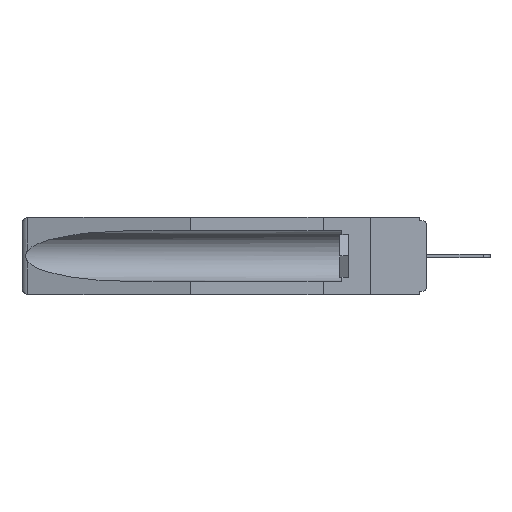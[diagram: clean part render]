
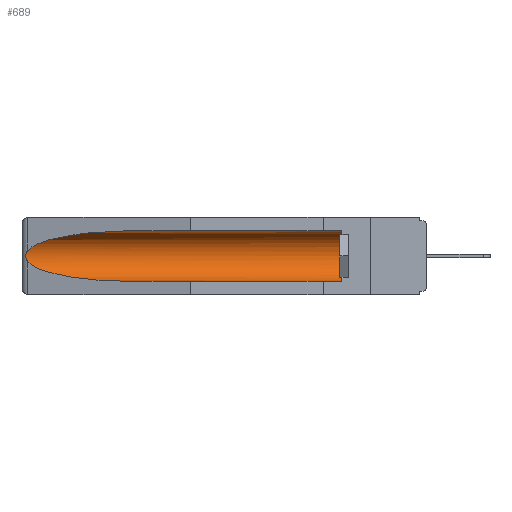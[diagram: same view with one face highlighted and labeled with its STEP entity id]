
A CAD part, left-side view. The second image highlights one B-rep face of the part: STEP entity #689.
In plain terms, the highlighted cylindrical face has radius 2.857 mm (diameter 5.715 mm), a partial arc.
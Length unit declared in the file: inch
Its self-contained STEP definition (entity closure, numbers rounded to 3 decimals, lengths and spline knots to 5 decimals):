
#2 = VERTEX_POINT ( 'NONE', #20672 ) ;
#580 = VERTEX_POINT ( 'NONE', #3710 ) ;
#675 = CARTESIAN_POINT ( 'NONE',  ( 0.26655, 1.53094, -0.18657 ) ) ;
#689 = ADVANCED_FACE ( 'NONE', ( #1609 ), #1355, .F. ) ;
#1355 = CYLINDRICAL_SURFACE ( 'NONE', #5308, 0.1125 ) ;
#1495 = DIRECTION ( 'NONE',  ( 0., 1., 0. ) ) ;
#1535 = AXIS2_PLACEMENT_3D ( 'NONE', #14225, #17446, #15764 ) ;
#1609 = FACE_OUTER_BOUND ( 'NONE', #15845, .T. ) ;
#1805 = CARTESIAN_POINT ( 'NONE',  ( 0.25451, 1.48313, -0.24835 ) ) ;
#1830 = EDGE_CURVE ( 'NONE', #17915, #12281, #6363, .T. ) ;
#2358 = B_SPLINE_CURVE_WITH_KNOTS ( 'NONE', 3,
 ( #3832, #18334, #15093, #16833, #5466, #20087, #16898, #675, #20159, #19881 ),
 .UNSPECIFIED., .F., .F.,
 ( 4, 2, 2, 2, 4 ),
 ( 0., 0.00029, 0.00058, 0.00087, 0.00117 ),
 .UNSPECIFIED. ) ;
#2787 = CIRCLE ( 'NONE', #1535, 0.1125 ) ;
#3567 = DIRECTION ( 'NONE',  ( 0., 1., 0. ) ) ;
#3710 = CARTESIAN_POINT ( 'NONE',  ( 0.155, 0.126, -0.059 ) ) ;
#3832 = CARTESIAN_POINT ( 'NONE',  ( 0.26537, 1.52718, -0.14972 ) ) ;
#4091 = CARTESIAN_POINT ( 'NONE',  ( 0.26537, 1.52718, -0.14972 ) ) ;
#4183 =( BOUNDED_CURVE ( )  B_SPLINE_CURVE ( 3, ( #13993, #7557, #20494, #4091 ),
 .UNSPECIFIED., .F., .F. ) 
 B_SPLINE_CURVE_WITH_KNOTS ( ( 4, 4 ),
 ( 4.71239, 6.08839 ),
 .UNSPECIFIED. ) 
 CURVE ( )  GEOMETRIC_REPRESENTATION_ITEM ( )  RATIONAL_B_SPLINE_CURVE ( ( 1., 0.848, 0.848, 1. ) ) 
 REPRESENTATION_ITEM ( '' )  );
#4302 = EDGE_CURVE ( 'NONE', #2, #12281, #18321, .T. ) ;
#4978 = CARTESIAN_POINT ( 'NONE',  ( 0.21114, 1.30732, -0.284 ) ) ;
#5040 = EDGE_CURVE ( 'NONE', #580, #7605, #17335, .T. ) ;
#5096 = ORIENTED_EDGE ( 'NONE', *, *, #13974, .T. ) ;
#5308 = AXIS2_PLACEMENT_3D ( 'NONE', #16774, #3567, #15101 ) ;
#5466 = CARTESIAN_POINT ( 'NONE',  ( 0.2675, 1.53308, -0.16763 ) ) ;
#6207 = VECTOR ( 'NONE', #13163, 39.37008 ) ;
#6363 = LINE ( 'NONE', #11185, #6613 ) ;
#6613 = VECTOR ( 'NONE', #1495, 39.37008 ) ;
#7557 = CARTESIAN_POINT ( 'NONE',  ( 0.21114, 1.30732, -0.059 ) ) ;
#7605 = VERTEX_POINT ( 'NONE', #13552 ) ;
#7722 = CARTESIAN_POINT ( 'NONE',  ( 0.26537, 1.52718, -0.14972 ) ) ;
#10002 = CARTESIAN_POINT ( 'NONE',  ( 0.155, 1.07973, -0.284 ) ) ;
#10189 = VERTEX_POINT ( 'NONE', #7722 ) ;
#10496 = EDGE_CURVE ( 'NONE', #17915, #580, #2787, .T. ) ;
#10584 = ORIENTED_EDGE ( 'NONE', *, *, #1830, .F. ) ;
#10615 = ORIENTED_EDGE ( 'NONE', *, *, #17660, .T. ) ;
#11185 = CARTESIAN_POINT ( 'NONE',  ( 0.155, -0.30754, -0.284 ) ) ;
#12179 = ORIENTED_EDGE ( 'NONE', *, *, #10496, .T. ) ;
#12281 = VERTEX_POINT ( 'NONE', #18739 ) ;
#13163 = DIRECTION ( 'NONE',  ( 0., 1., 0. ) ) ;
#13552 = CARTESIAN_POINT ( 'NONE',  ( 0.155, 1.07973, -0.059 ) ) ;
#13974 = EDGE_CURVE ( 'NONE', #7605, #10189, #4183, .T. ) ;
#13993 = CARTESIAN_POINT ( 'NONE',  ( 0.155, 1.07973, -0.059 ) ) ;
#14225 = CARTESIAN_POINT ( 'NONE',  ( 0.155, 0.126, -0.1715 ) ) ;
#14240 = CARTESIAN_POINT ( 'NONE',  ( 0.155, 0.126, -0.284 ) ) ;
#15093 = CARTESIAN_POINT ( 'NONE',  ( 0.26654, 1.53092, -0.15636 ) ) ;
#15101 = DIRECTION ( 'NONE',  ( 0., 0., 1. ) ) ;
#15222 = ORIENTED_EDGE ( 'NONE', *, *, #4302, .T. ) ;
#15764 = DIRECTION ( 'NONE',  ( 0., 0., 1. ) ) ;
#15845 = EDGE_LOOP ( 'NONE', ( #5096, #10615, #15222, #10584, #12179, #16758 ) ) ;
#16758 = ORIENTED_EDGE ( 'NONE', *, *, #5040, .T. ) ;
#16774 = CARTESIAN_POINT ( 'NONE',  ( 0.155, -0.30754, -0.1715 ) ) ;
#16833 = CARTESIAN_POINT ( 'NONE',  ( 0.2673, 1.5327, -0.16383 ) ) ;
#16898 = CARTESIAN_POINT ( 'NONE',  ( 0.2673, 1.53269, -0.17917 ) ) ;
#17335 = LINE ( 'NONE', #17962, #6207 ) ;
#17446 = DIRECTION ( 'NONE',  ( 0., -1., 0. ) ) ;
#17660 = EDGE_CURVE ( 'NONE', #10189, #2, #2358, .T. ) ;
#17829 = CARTESIAN_POINT ( 'NONE',  ( 0.26537, 1.52718, -0.19328 ) ) ;
#17915 = VERTEX_POINT ( 'NONE', #14240 ) ;
#17962 = CARTESIAN_POINT ( 'NONE',  ( 0.155, -0.30754, -0.059 ) ) ;
#18321 =( BOUNDED_CURVE ( )  B_SPLINE_CURVE ( 3, ( #17829, #1805, #4978, #10002 ),
 .UNSPECIFIED., .F., .F. ) 
 B_SPLINE_CURVE_WITH_KNOTS ( ( 4, 4 ),
 ( 0.1948, 1.5708 ),
 .UNSPECIFIED. ) 
 CURVE ( )  GEOMETRIC_REPRESENTATION_ITEM ( )  RATIONAL_B_SPLINE_CURVE ( ( 1., 0.848, 0.848, 1. ) ) 
 REPRESENTATION_ITEM ( '' )  );
#18334 = CARTESIAN_POINT ( 'NONE',  ( 0.26597, 1.52961, -0.15275 ) ) ;
#18739 = CARTESIAN_POINT ( 'NONE',  ( 0.155, 1.07973, -0.284 ) ) ;
#19881 = CARTESIAN_POINT ( 'NONE',  ( 0.26537, 1.52718, -0.19328 ) ) ;
#20087 = CARTESIAN_POINT ( 'NONE',  ( 0.2675, 1.53308, -0.17534 ) ) ;
#20159 = CARTESIAN_POINT ( 'NONE',  ( 0.26597, 1.5296, -0.19026 ) ) ;
#20494 = CARTESIAN_POINT ( 'NONE',  ( 0.25451, 1.48313, -0.09465 ) ) ;
#20672 = CARTESIAN_POINT ( 'NONE',  ( 0.26537, 1.52718, -0.19328 ) ) ;
